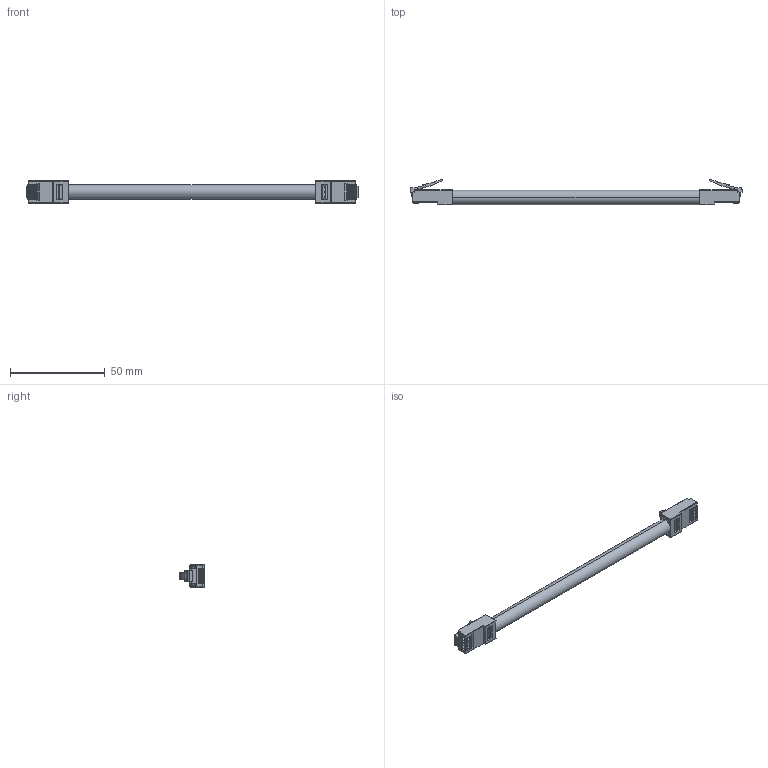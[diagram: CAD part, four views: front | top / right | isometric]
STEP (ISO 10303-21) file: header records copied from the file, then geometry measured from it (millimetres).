
FILE_DESCRIPTION (( 'STEP AP214' ), '1' );
FILE_NAME ('TRD524HF-BLK_3D.STEP', '2021-06-10T18:16:36', ( '' ), ( '' ), 'SwSTEP 2.0', 'SolidWorks 2020', '' );
FILE_SCHEMA (( 'AUTOMOTIVE_DESIGN' ));
Length unit declared in the file: inch
Products named in the file (8): 1AD01-033-MA1___; 1AD01-033; 1AD01-032-MA1; 1AD01-026-MA3___; 1AD01-026-MA2___; TRD524HF-BLK_3D; 1AD01-026-MA4___; 1AL03-103_LENGTH=130MM
Assembly tree (14 placements, depth 3):
  TRD524HF-BLK_3D
    1AL03-103_LENGTH=130MM
    1AD01-033  x2
      1AD01-033-MA1___
      1AD01-026-MA3___
      1AD01-026-MA4___
      1AD01-026-MA2___
      1AD01-032-MA1
Bounding box: 174.94 x 13.64 x 11.68 mm (x, y, z)
Volume: 8057 mm3; surface area: 8835.6 mm2
Topology: 39 solids, 39 shells, 1454 faces, 3956 edges, 2524 vertices
Faces by surface type: plane 1152, cylinder 282, sphere 16, torus 4
Entity records: 14645 total; most frequent: CARTESIAN_POINT 2613, ORIENTED_EDGE 2470, DIRECTION 2281, EDGE_CURVE 1235, VECTOR 1009, LINE 1009, VERTEX_POINT 796, AXIS2_PLACEMENT_3D 636
